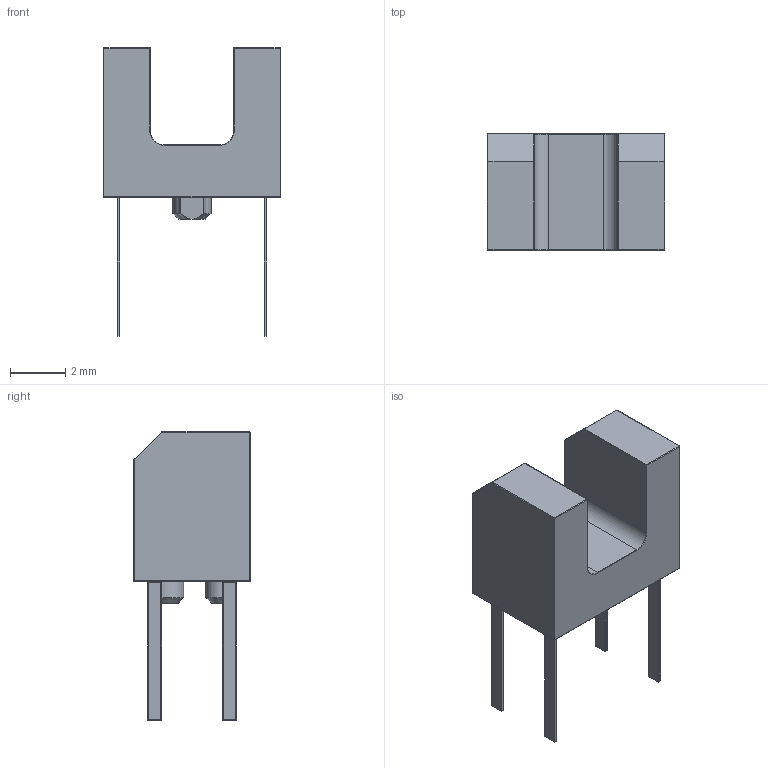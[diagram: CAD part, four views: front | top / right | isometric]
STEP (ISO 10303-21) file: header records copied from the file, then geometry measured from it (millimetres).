
FILE_DESCRIPTION(('STEP AP242'),'1');
FILE_NAME('rpi-352.stp','2020-12-08T06:15:50',('TraceParts'),('TraceParts S.A.'),'Spatial InterOp 3D',' ',' ');
FILE_SCHEMA(('AP242_MANAGED_MODEL_BASED_3D_ENGINEERING_MIM_LF {1 0 10303 442 1 1 4}'));
Length unit declared in the file: millimetre
Products named in the file (1): rpi-352_1
Bounding box: 6.4 x 4.2 x 10.4 mm (x, y, z)
Volume: 102.1 mm3; surface area: 200.5 mm2
Topology: 5 solids, 5 shells, 159 faces, 346 edges, 168 vertices
Faces by surface type: cylinder 74, plane 45, bspline 36, cone 4
Entity records: 5709 total; most frequent: CARTESIAN_POINT 1266, DIRECTION 666, ORIENTED_EDGE 628, EDGE_CURVE 314, AXIS2_PLACEMENT_3D 248, LINE 170, VECTOR 170, VERTEX_POINT 168
